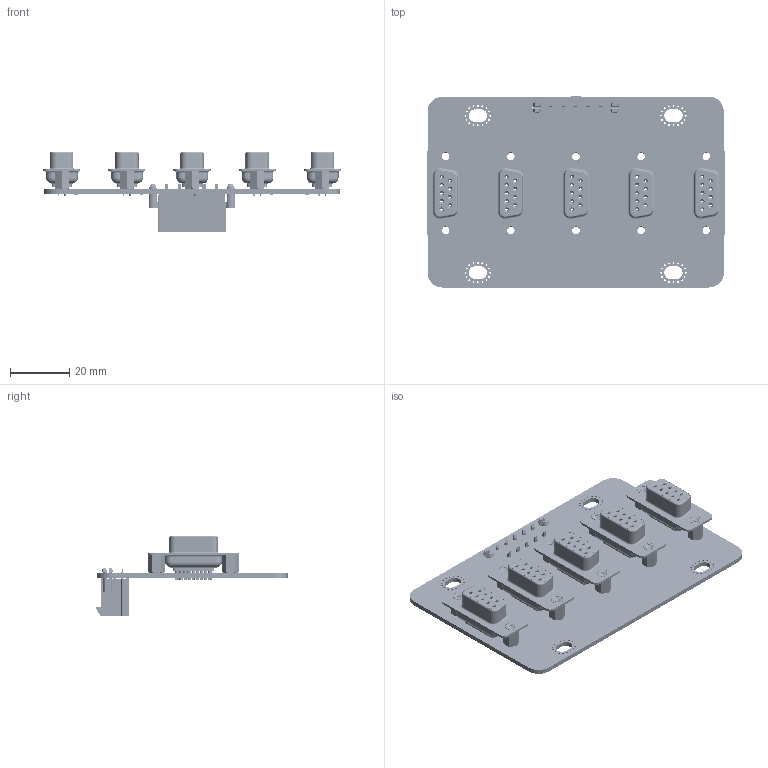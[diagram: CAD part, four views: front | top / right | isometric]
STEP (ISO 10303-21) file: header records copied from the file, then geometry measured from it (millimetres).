
FILE_DESCRIPTION(('KiCad electronic assembly'),'2;1');
FILE_NAME('Service_CAN_Connector.step','2024-09-23T09:58:16',('Pcbnew'), ('Kicad'),'Open CASCADE STEP processor 7.7','KiCad to STEP converter', 'Unknown');
FILE_SCHEMA(('AUTOMOTIVE_DESIGN { 1 0 10303 214 1 1 1 1 }'));
Length unit declared in the file: millimetre
Products named in the file (8): Service_CAN_Connector 1; Amphenol_DSUB9_L77SDEH09S; 100-0924822110-A1_ASM; R_0805_2012Metric; Molex_Mini-Fit_Jr_039299103; 039299103; Service_CAN_Connector_PCB
Assembly tree (15 placements, depth 3):
  Service_CAN_Connector 1
    Amphenol_DSUB9_L77SDEH09S  x5
      100-0924822110-A1_ASM
    R_0805_2012Metric  x5
      R_0805_2012Metric
    Molex_Mini-Fit_Jr_039299103
      039299103
    Service_CAN_Connector_PCB
Bounding box: 100.55 x 64.5 x 27.1 mm (x, y, z)
Volume: 20967.6 mm3; surface area: 37730.3 mm2
Topology: 122 solids, 122 shells, 4350 faces, 12002 edges, 7913 vertices
Faces by surface type: cylinder 1963, plane 1653, cone 494, torus 120, sphere 60, bspline 60
Full cylindrical faces by diameter (mm): 0.6 x64, 1 x45, 1.4 x10, 3 x2, 3.2 x10
Entity records: 51240 total; most frequent: CARTESIAN_POINT 18342, ORIENTED_EDGE 6928, DIRECTION 6401, EDGE_CURVE 3464, AXIS2_PLACEMENT_3D 2302, VERTEX_POINT 2289, LINE 1797, VECTOR 1797
